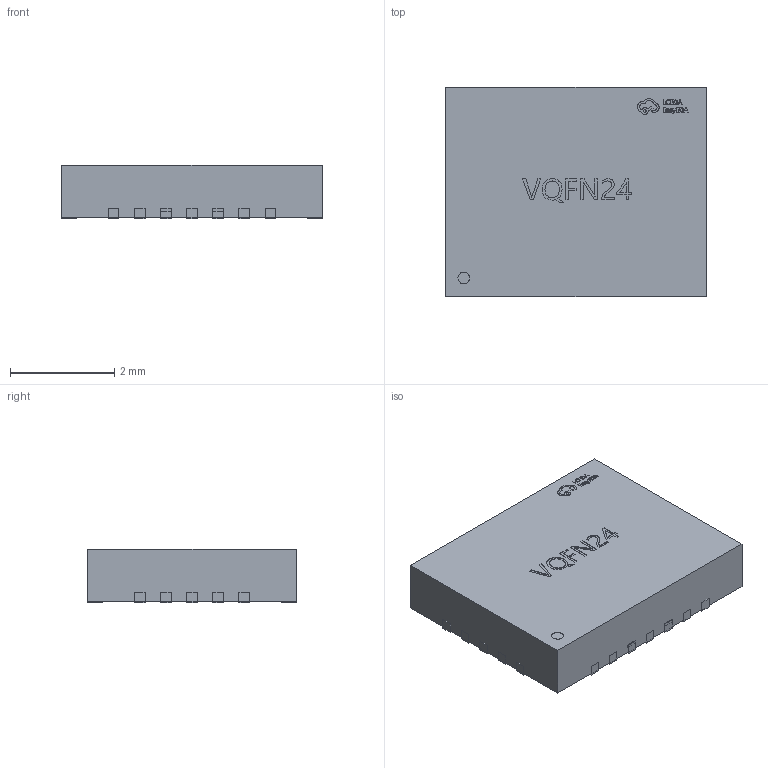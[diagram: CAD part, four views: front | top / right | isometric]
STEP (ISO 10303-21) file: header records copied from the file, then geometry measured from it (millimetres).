
FILE_DESCRIPTION (( 'STEP AP214' ), '1' );
FILE_NAME ('VQFN-24_L5.0-W4.0-H1.0-P0.50.step', '2022-07-15T04:11:12', ( '' ), ( '' ), 'SwSTEP 2.0', 'SolidWorks 2020', '' );
FILE_SCHEMA (( 'AUTOMOTIVE_DESIGN' ));
Length unit declared in the file: millimetre
Products named in the file (1): VQFN-24_L5.0-W4.0-H1.0-P0.50
Bounding box: 5.02 x 4.02 x 1.02 mm (x, y, z)
Volume: 20.3 mm3; surface area: 65.4 mm2
Topology: 38 solids, 38 shells, 537 faces, 1329 edges, 886 vertices
Faces by surface type: plane 373, bspline 138, cylinder 26
Entity records: 24445 total; most frequent: CARTESIAN_POINT 6259, ORIENTED_EDGE 2658, DIRECTION 1901, EDGE_CURVE 1329, LINE 997, VECTOR 997, VERTEX_POINT 886, UNCERTAINTY_MEASURE_WITH_UNIT 577
